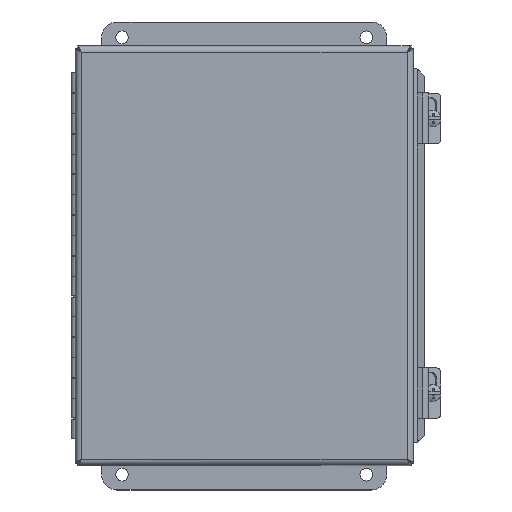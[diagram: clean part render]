
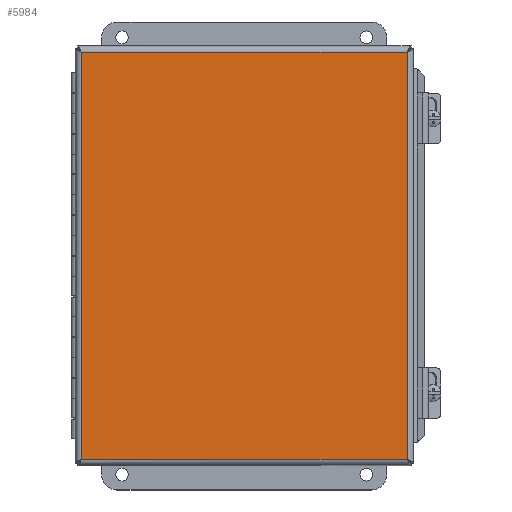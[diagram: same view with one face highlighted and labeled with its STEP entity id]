
A CAD part, top view. The second image highlights one B-rep face of the part: STEP entity #5984.
In plain terms, the highlighted face is planar.
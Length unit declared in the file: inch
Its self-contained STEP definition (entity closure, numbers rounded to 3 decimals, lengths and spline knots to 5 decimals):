
#622=PLANE('',#6403);
#902=FACE_OUTER_BOUND('',#1303,.T.);
#1303=EDGE_LOOP('',(#4889,#4890,#4891,#4892));
#1873=LINE('',#9815,#2389);
#1889=LINE('',#9917,#2405);
#1903=LINE('',#10014,#2419);
#1910=LINE('',#10097,#2426);
#2389=VECTOR('',#7549,10.007);
#2405=VECTOR('',#7579,8.007);
#2419=VECTOR('',#7607,10.007);
#2426=VECTOR('',#7624,8.007);
#2855=VERTEX_POINT('',#9806);
#2856=VERTEX_POINT('',#9814);
#2867=VERTEX_POINT('',#9909);
#2875=VERTEX_POINT('',#10006);
#3524=EDGE_CURVE('',#2856,#2855,#1873,.T.);
#3544=EDGE_CURVE('',#2855,#2867,#1889,.T.);
#3562=EDGE_CURVE('',#2867,#2875,#1903,.T.);
#3573=EDGE_CURVE('',#2875,#2856,#1910,.T.);
#4889=ORIENTED_EDGE('',*,*,#3524,.T.);
#4890=ORIENTED_EDGE('',*,*,#3544,.T.);
#4891=ORIENTED_EDGE('',*,*,#3562,.T.);
#4892=ORIENTED_EDGE('',*,*,#3573,.T.);
#5984=ADVANCED_FACE('',(#902),#622,.F.);
#6403=AXIS2_PLACEMENT_3D('',#10183,#7649,#7650);
#7549=DIRECTION('',(0.,-1.,0.));
#7579=DIRECTION('',(-1.,0.,0.));
#7607=DIRECTION('',(0.,1.,0.));
#7624=DIRECTION('',(1.,0.,0.));
#7649=DIRECTION('center_axis',(0.,0.,1.));
#7650=DIRECTION('ref_axis',(1.,0.,0.));
#9806=CARTESIAN_POINT('',(8.15975,0.15275,0.));
#9814=CARTESIAN_POINT('',(8.15975,10.15975,0.));
#9815=CARTESIAN_POINT('',(8.15975,7.658,0.));
#9909=CARTESIAN_POINT('',(0.15275,0.15275,0.));
#9917=CARTESIAN_POINT('',(6.158,0.15275,0.));
#10006=CARTESIAN_POINT('',(0.15275,10.15975,0.));
#10014=CARTESIAN_POINT('',(0.15275,2.6545,0.));
#10097=CARTESIAN_POINT('',(2.1545,10.15975,0.));
#10183=CARTESIAN_POINT('Origin',(4.15625,5.15625,0.));
